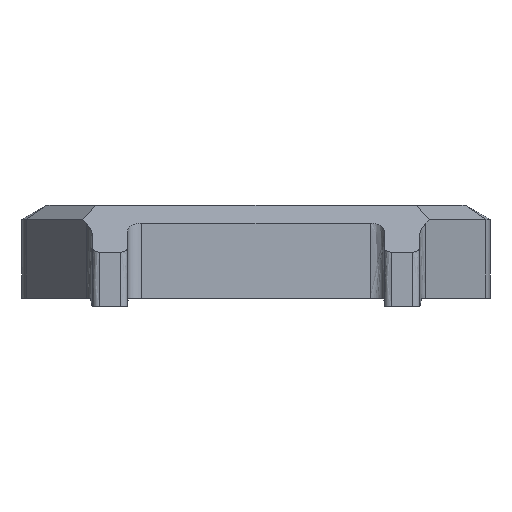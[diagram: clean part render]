
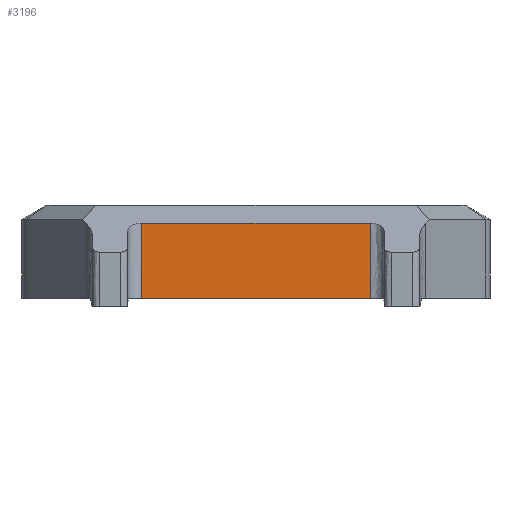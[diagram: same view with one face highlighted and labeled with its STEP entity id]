
A CAD part, front view. The second image highlights one B-rep face of the part: STEP entity #3196.
In plain terms, the highlighted planar face has unit normal (0, -1, 0).
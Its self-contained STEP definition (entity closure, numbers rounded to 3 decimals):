
#170 = VERTEX_POINT('',#171);
#171 = CARTESIAN_POINT('',(-8.1,-15.65,5.43));
#177 = EDGE_CURVE('',#178,#170,#180,.T.);
#178 = VERTEX_POINT('',#179);
#179 = CARTESIAN_POINT('',(8.1,-15.65,5.43));
#180 = LINE('',#181,#182);
#181 = CARTESIAN_POINT('',(8.1,-15.65,5.43));
#182 = VECTOR('',#183,1.);
#183 = DIRECTION('',(-1.,0.,0.));
#1684 = VERTEX_POINT('',#1685);
#1685 = CARTESIAN_POINT('',(8.1,-15.65,0.1));
#1691 = EDGE_CURVE('',#1692,#1684,#1694,.T.);
#1692 = VERTEX_POINT('',#1693);
#1693 = CARTESIAN_POINT('',(-8.1,-15.65,0.1));
#1694 = LINE('',#1695,#1696);
#1695 = CARTESIAN_POINT('',(-8.1,-15.65,0.1));
#1696 = VECTOR('',#1697,1.);
#1697 = DIRECTION('',(1.,0.,-0.));
#2395 = EDGE_CURVE('',#170,#1692,#2396,.T.);
#2396 = LINE('',#2397,#2398);
#2397 = CARTESIAN_POINT('',(-8.1,-15.65,5.43));
#2398 = VECTOR('',#2399,1.);
#2399 = DIRECTION('',(-0.,0.,-1.));
#2417 = EDGE_CURVE('',#1684,#178,#2418,.T.);
#2418 = LINE('',#2419,#2420);
#2419 = CARTESIAN_POINT('',(8.1,-15.65,0.1));
#2420 = VECTOR('',#2421,1.);
#2421 = DIRECTION('',(0.,0.,1.));
#3196 = ADVANCED_FACE('',(#3197),#3203,.T.);
#3197 = FACE_BOUND('',#3198,.T.);
#3198 = EDGE_LOOP('',(#3199,#3200,#3201,#3202));
#3199 = ORIENTED_EDGE('',*,*,#2417,.T.);
#3200 = ORIENTED_EDGE('',*,*,#177,.T.);
#3201 = ORIENTED_EDGE('',*,*,#2395,.T.);
#3202 = ORIENTED_EDGE('',*,*,#1691,.T.);
#3203 = PLANE('',#3204);
#3204 = AXIS2_PLACEMENT_3D('',#3205,#3206,#3207);
#3205 = CARTESIAN_POINT('',(-0.,-15.65,2.765));
#3206 = DIRECTION('',(0.,-1.,0.));
#3207 = DIRECTION('',(0.95,0.,-0.313));
